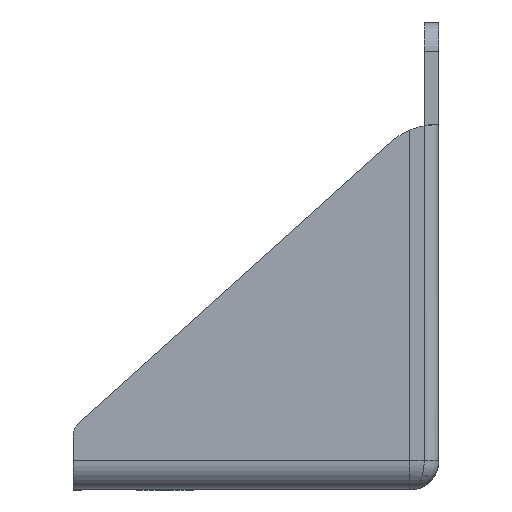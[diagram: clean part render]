
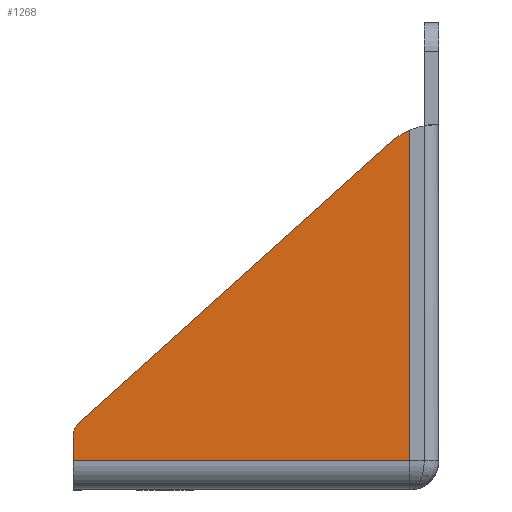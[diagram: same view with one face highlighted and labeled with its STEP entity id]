
A CAD part, left-side view. The second image highlights one B-rep face of the part: STEP entity #1268.
In plain terms, the highlighted planar face has unit normal (-1, 0, 0).
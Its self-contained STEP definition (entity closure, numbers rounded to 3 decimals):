
#5 = AXIS2_PLACEMENT_3D ( 'NONE', #651, #475, #198 ) ;
#26 = FACE_OUTER_BOUND ( 'NONE', #622, .T. ) ;
#39 = DIRECTION ( 'NONE',  ( 1., 0., 0. ) ) ;
#93 = CARTESIAN_POINT ( 'NONE',  ( -440., 4., 30.392 ) ) ;
#132 = VECTOR ( 'NONE', #1863, 1000. ) ;
#165 = VERTEX_POINT ( 'NONE', #1346 ) ;
#169 = CARTESIAN_POINT ( 'NONE',  ( -440., 96., -60. ) ) ;
#198 = DIRECTION ( 'NONE',  ( 0., 0., -1. ) ) ;
#219 = CARTESIAN_POINT ( 'NONE',  ( -440., -3.858, 12. ) ) ;
#248 = LINE ( 'NONE', #260, #132 ) ;
#260 = CARTESIAN_POINT ( 'NONE',  ( -440., 96., 0. ) ) ;
#265 = AXIS2_PLACEMENT_3D ( 'NONE', #219, #1653, #802 ) ;
#351 = ORIENTED_EDGE ( 'NONE', *, *, #1792, .T. ) ;
#358 = EDGE_CURVE ( 'NONE', #165, #746, #1837, .T. ) ;
#367 = DIRECTION ( 'NONE',  ( 0., 0.743, -0.669 ) ) ;
#441 = EDGE_CURVE ( 'NONE', #1630, #810, #1798, .T. ) ;
#475 = DIRECTION ( 'NONE',  ( -1., 0., 0. ) ) ;
#539 = CARTESIAN_POINT ( 'NONE',  ( -440., 94.346, -49.51 ) ) ;
#622 = EDGE_LOOP ( 'NONE', ( #1169, #1290, #1618, #351, #1528, #1477 ) ) ;
#651 = CARTESIAN_POINT ( 'NONE',  ( -440., 91., -53.226 ) ) ;
#725 = CIRCLE ( 'NONE', #265, 20. ) ;
#746 = VERTEX_POINT ( 'NONE', #539 ) ;
#747 = CARTESIAN_POINT ( 'NONE',  ( -440., 96., -60. ) ) ;
#773 = LINE ( 'NONE', #1105, #818 ) ;
#794 = CARTESIAN_POINT ( 'NONE',  ( -440., 4., -60. ) ) ;
#801 = CARTESIAN_POINT ( 'NONE',  ( -440., 0., 0. ) ) ;
#802 = DIRECTION ( 'NONE',  ( 0., 0., -1. ) ) ;
#810 = VERTEX_POINT ( 'NONE', #169 ) ;
#818 = VECTOR ( 'NONE', #1693, 1000. ) ;
#820 = VECTOR ( 'NONE', #367, 1000. ) ;
#1037 = VECTOR ( 'NONE', #1194, 1000. ) ;
#1060 = CARTESIAN_POINT ( 'NONE',  ( -440., 96., -53.226 ) ) ;
#1072 = EDGE_CURVE ( 'NONE', #1805, #810, #248, .T. ) ;
#1105 = CARTESIAN_POINT ( 'NONE',  ( -440., 4., 0. ) ) ;
#1169 = ORIENTED_EDGE ( 'NONE', *, *, #1668, .T. ) ;
#1194 = DIRECTION ( 'NONE',  ( 0., 1., 0. ) ) ;
#1206 = DIRECTION ( 'NONE',  ( 0., 0., -1. ) ) ;
#1253 = CARTESIAN_POINT ( 'NONE',  ( -440., 3.819, 32. ) ) ;
#1268 = ADVANCED_FACE ( 'NONE', ( #26 ), #1523, .F. ) ;
#1290 = ORIENTED_EDGE ( 'NONE', *, *, #1793, .T. ) ;
#1346 = CARTESIAN_POINT ( 'NONE',  ( -440., 9.524, 26.863 ) ) ;
#1477 = ORIENTED_EDGE ( 'NONE', *, *, #441, .F. ) ;
#1523 = PLANE ( 'NONE',  #1610 ) ;
#1528 = ORIENTED_EDGE ( 'NONE', *, *, #1072, .T. ) ;
#1610 = AXIS2_PLACEMENT_3D ( 'NONE', #801, #39, #1206 ) ;
#1618 = ORIENTED_EDGE ( 'NONE', *, *, #358, .T. ) ;
#1630 = VERTEX_POINT ( 'NONE', #794 ) ;
#1653 = DIRECTION ( 'NONE',  ( -1., 0., 0. ) ) ;
#1668 = EDGE_CURVE ( 'NONE', #1630, #1818, #773, .T. ) ;
#1693 = DIRECTION ( 'NONE',  ( 0., 0., 1. ) ) ;
#1792 = EDGE_CURVE ( 'NONE', #746, #1805, #1797, .T. ) ;
#1793 = EDGE_CURVE ( 'NONE', #1818, #165, #725, .T. ) ;
#1797 = CIRCLE ( 'NONE', #5, 5. ) ;
#1798 = LINE ( 'NONE', #747, #1037 ) ;
#1805 = VERTEX_POINT ( 'NONE', #1060 ) ;
#1818 = VERTEX_POINT ( 'NONE', #93 ) ;
#1837 = LINE ( 'NONE', #1253, #820 ) ;
#1863 = DIRECTION ( 'NONE',  ( 0., 0., -1. ) ) ;
